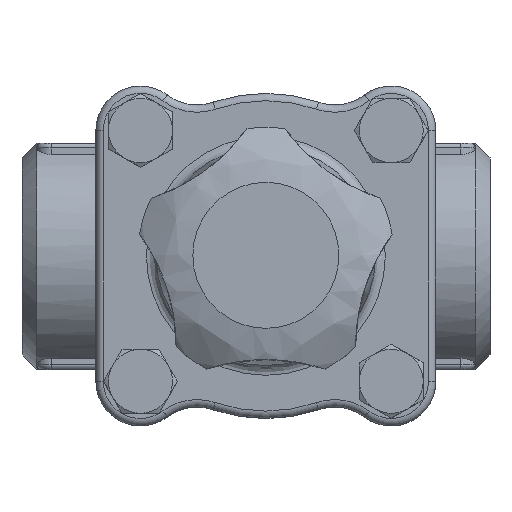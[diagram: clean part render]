
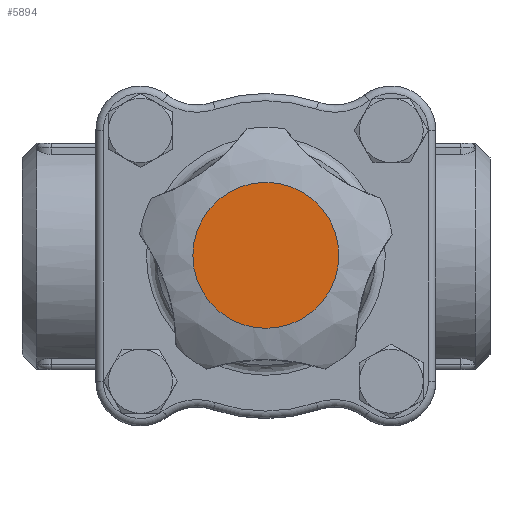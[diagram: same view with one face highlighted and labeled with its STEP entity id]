
A CAD part, top view. The second image highlights one B-rep face of the part: STEP entity #5894.
In plain terms, the highlighted planar face has unit normal (0, 0, 1).
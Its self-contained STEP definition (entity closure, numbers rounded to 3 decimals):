
#5720=CARTESIAN_POINT('',(-14.822,0.,185.));
#5721=VERTEX_POINT('',#5720);
#5722=CARTESIAN_POINT('',(0.,0.,185.));
#5723=DIRECTION('',(0.0,0.0,1.0));
#5724=DIRECTION('',(1.0,0.0,0.0));
#5725=AXIS2_PLACEMENT_3D('',#5722,#5723,#5724);
#5726=CIRCLE('',#5725,14.822);
#5727=EDGE_CURVE('',#5721,#5721,#5726,.T.);
#5886=CARTESIAN_POINT('',(0.,0.,185.));
#5887=DIRECTION('',(0.0,0.0,1.0));
#5888=DIRECTION('',(1.0,0.0,0.0));
#5889=AXIS2_PLACEMENT_3D('',#5886,#5887,#5888);
#5890=PLANE('',#5889);
#5891=ORIENTED_EDGE('',*,*,#5727,.T.);
#5892=EDGE_LOOP('',(#5891));
#5893=FACE_OUTER_BOUND('',#5892,.T.);
#5894=ADVANCED_FACE('',(#5893),#5890,.T.);
